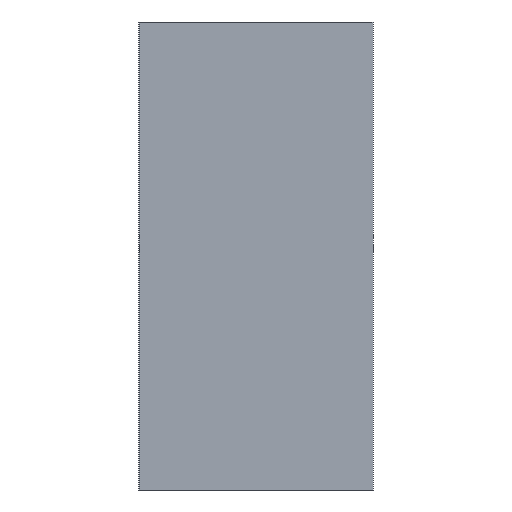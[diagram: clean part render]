
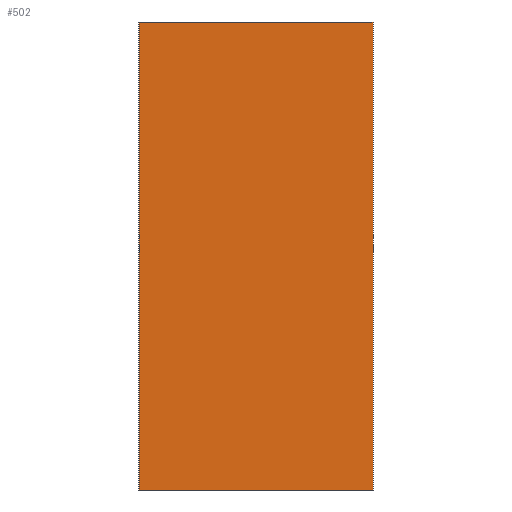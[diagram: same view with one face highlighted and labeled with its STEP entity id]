
A CAD part, left-side view. The second image highlights one B-rep face of the part: STEP entity #502.
In plain terms, the highlighted planar face has unit normal (-1, 0, 0).
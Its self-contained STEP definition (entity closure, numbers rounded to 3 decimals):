
#502=ADVANCED_FACE('',(#645),#532,.T.);
#532=PLANE('',#2265);
#645=FACE_OUTER_BOUND('',#794,.T.);
#794=EDGE_LOOP('',(#1327,#1328,#1329,#1330));
#1327=ORIENTED_EDGE('',*,*,#1744,.T.);
#1328=ORIENTED_EDGE('',*,*,#1748,.T.);
#1329=ORIENTED_EDGE('',*,*,#1751,.T.);
#1330=ORIENTED_EDGE('',*,*,#1754,.T.);
#1480=VERTEX_POINT('',#3684);
#1481=VERTEX_POINT('',#3685);
#1484=VERTEX_POINT('',#3693);
#1486=VERTEX_POINT('',#3699);
#1744=EDGE_CURVE('',#1480,#1481,#1872,.T.);
#1748=EDGE_CURVE('',#1481,#1484,#1876,.T.);
#1751=EDGE_CURVE('',#1484,#1486,#1879,.T.);
#1754=EDGE_CURVE('',#1486,#1480,#1882,.T.);
#1872=LINE('',#3683,#2000);
#1876=LINE('',#3692,#2004);
#1879=LINE('',#3698,#2007);
#1882=LINE('',#3704,#2010);
#2000=VECTOR('',#2878,1.);
#2004=VECTOR('',#2884,1.);
#2007=VECTOR('',#2889,1.);
#2010=VECTOR('',#2894,1.);
#2265=AXIS2_PLACEMENT_3D('',#3708,#2900,#2901);
#2878=DIRECTION('',(0.,0.,-1.));
#2884=DIRECTION('',(0.,-1.,0.));
#2889=DIRECTION('',(0.,0.,1.));
#2894=DIRECTION('',(0.,1.,0.));
#2900=DIRECTION('',(-1.,0.,0.));
#2901=DIRECTION('',(0.,-1.,0.));
#3683=CARTESIAN_POINT('',(4.,31.385,80.));
#3684=CARTESIAN_POINT('',(4.,31.385,80.));
#3685=CARTESIAN_POINT('',(4.,31.385,-40.));
#3692=CARTESIAN_POINT('',(4.,31.385,-40.));
#3693=CARTESIAN_POINT('',(4.,-28.615,-40.));
#3698=CARTESIAN_POINT('',(4.,-28.615,-40.));
#3699=CARTESIAN_POINT('',(4.,-28.615,80.));
#3704=CARTESIAN_POINT('',(4.,-28.615,80.));
#3708=CARTESIAN_POINT('',(4.,0.,0.));
